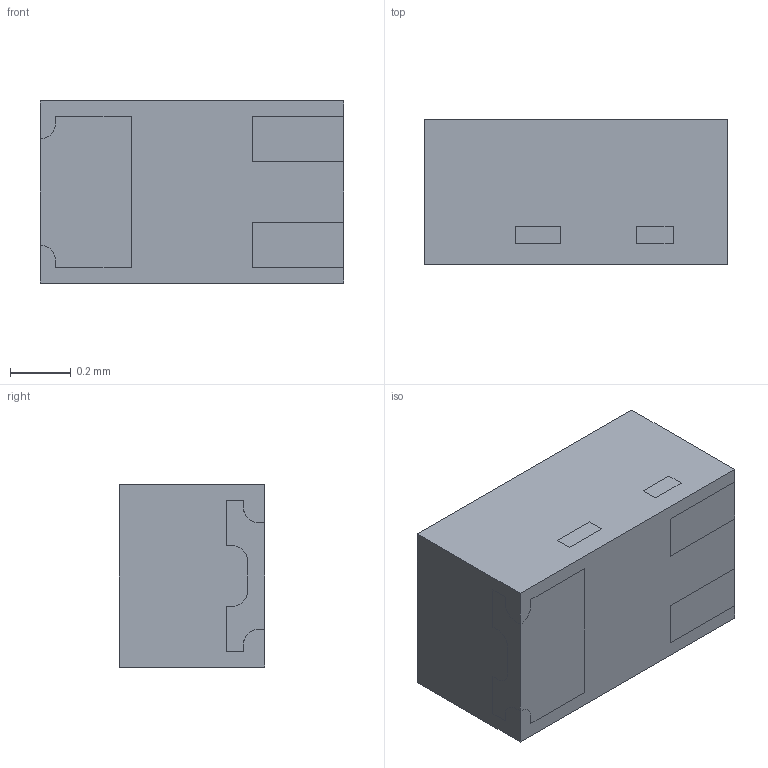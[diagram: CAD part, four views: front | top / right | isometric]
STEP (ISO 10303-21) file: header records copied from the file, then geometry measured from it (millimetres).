
FILE_DESCRIPTION(/* description */ ('Unknown'),/* implementation_level */ '2;1');
FILE_NAME(/* name */ 'SWP-DFN1006-3',/* time_stamp */ '2023-08-08T14:26:12+08:00',/* author */ ('Unknown'),/* organization */ ('Unknown'),/* preprocessor_version */ 'ST-DEVELOPER v18.102',/* originating_system */ 'Solid Edge',/* authorisation */ 'Unknown');
FILE_SCHEMA (('AUTOMOTIVE_DESIGN {1 0 10303 214 3 1 1}'));
Length unit declared in the file: millimetre
Products named in the file (3): SWP-DFN1006-3; LDF; COMPOUND
Assembly tree (2 placements, depth 2):
  SWP-DFN1006-3
    LDF
    COMPOUND
Bounding box: 1 x 0.48 x 0.6 mm (x, y, z)
Volume: 0.3 mm3; surface area: 4.8 mm2
Topology: 4 solids, 4 shells, 112 faces, 320 edges, 204 vertices
Faces by surface type: plane 70, cylinder 34, sphere 8
Entity records: 4064 total; most frequent: CARTESIAN_POINT 631, ORIENTED_EDGE 624, DIRECTION 618, EDGE_CURVE 312, LINE 236, VECTOR 236, VERTEX_POINT 204, AXIS2_PLACEMENT_3D 191
